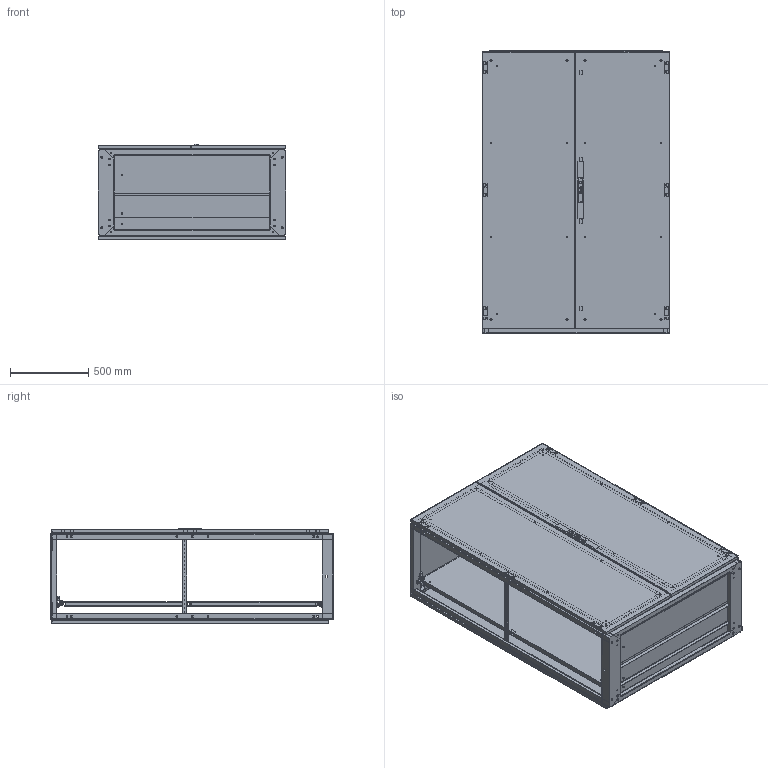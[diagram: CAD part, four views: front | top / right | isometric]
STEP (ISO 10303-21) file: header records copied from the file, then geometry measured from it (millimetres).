
FILE_DESCRIPTION (( 'STEP AP214' ), '1' );
FILE_NAME ('0395-1218-60-17.STEP', '2014-12-03T06:59:36', ( '' ), ( '' ), 'SwSTEP 2.0', 'SolidWorks 2014', '' );
FILE_SCHEMA (( 'AUTOMOTIVE_DESIGN' ));
Length unit declared in the file: millimetre
Products named in the file (20): Rasthalterung kpl rechts (Modell) 1200; 0395-1218-60-17; Rasthalterung kpl links (Modell) 1200; Montageplatte 0348 (Modell) B 1200 H 1800; Tiefenstrebe 0396 (Modell) T 600; Bodenplatte vorne 0395 (Modell) B 1200 T 600; Bodenplatte mitte 0395 (Modell) B 1200 T 600; Bodenplatte hinten 0395 (Modell) B 1200; Rueckwand 0395 (Modell) B 1200 H 1800; Dachplatte 0395 (Modell) B 1200 T 600; Schrankgrundgestell 0395 (Modell) B 1200 H 1800 T 600; Strebe rechts vorne-hinten 0395 (Modell) H 1800; Tuere LP 0395 (Modell) B 1200 H 1800; Tuere GG 0395 (Modell) B 1200 H 1800; Strebe links vorne-hinten 0395 (Modell) H 1800; Montageplatte kpl 0348 (Modell) B 1200 H 1800; Dach 0395 (Modell) B 1200 T 600; Arretierwinkel kpl rechts (Modell) 1200; Bodenblech 0395 (Modell) B 1200 T 600; Arretierwinkel kpl links (Modell) 1200
Assembly tree (22 placements, depth 3):
  0395-1218-60-17
    Schrankgrundgestell 0395 (Modell) B 1200 H 1800 T 600
      Bodenblech 0395 (Modell) B 1200 T 600
      Dach 0395 (Modell) B 1200 T 600
      Strebe links vorne-hinten 0395 (Modell) H 1800  x2
      Strebe rechts vorne-hinten 0395 (Modell) H 1800  x2
    Dachplatte 0395 (Modell) B 1200 T 600
    Rueckwand 0395 (Modell) B 1200 H 1800
    Bodenplatte hinten 0395 (Modell) B 1200
    Bodenplatte mitte 0395 (Modell) B 1200 T 600
    Bodenplatte vorne 0395 (Modell) B 1200 T 600
    Tiefenstrebe 0396 (Modell) T 600  x2
    Montageplatte kpl 0348 (Modell) B 1200 H 1800
      Montageplatte 0348 (Modell) B 1200 H 1800
      Rasthalterung kpl links (Modell) 1200
      Rasthalterung kpl rechts (Modell) 1200
      Arretierwinkel kpl links (Modell) 1200
      Arretierwinkel kpl rechts (Modell) 1200
    Tuere GG 0395 (Modell) B 1200 H 1800
    Tuere LP 0395 (Modell) B 1200 H 1800
Bounding box: 1200 x 1807.6 x 608.5 mm (x, y, z)
Volume: 22707377.3 mm3; surface area: 21756723.2 mm2
Topology: 36 solids, 38 shells, 3981 faces, 10627 edges, 7028 vertices
Faces by surface type: plane 2036, cylinder 1825, cone 120
Entity records: 150587 total; most frequent: DIRECTION 21003, CARTESIAN_POINT 20912, ORIENTED_EDGE 19972, EDGE_CURVE 9986, AXIS2_PLACEMENT_3D 7385, VERTEX_POINT 6602, LINE 6233, VECTOR 6233
